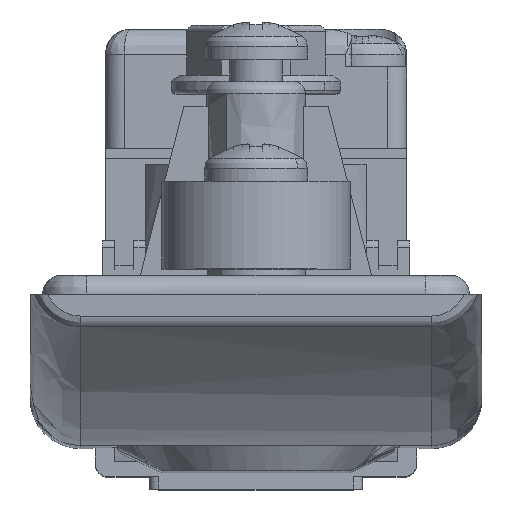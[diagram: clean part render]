
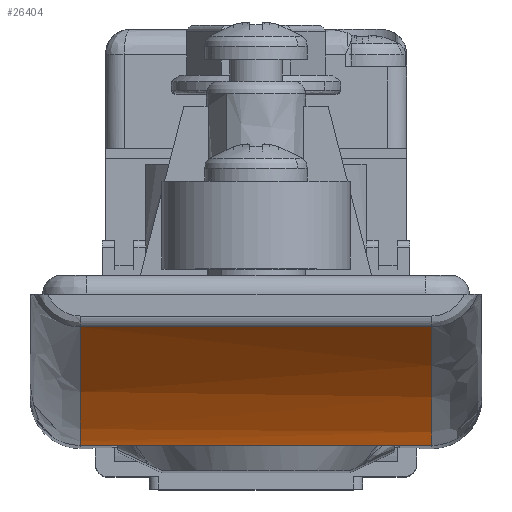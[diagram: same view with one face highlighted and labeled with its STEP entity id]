
A CAD part, top view. The second image highlights one B-rep face of the part: STEP entity #26404.
In plain terms, the highlighted free-form (B-spline) face has degree [1, 2] with [2, 3] control points.
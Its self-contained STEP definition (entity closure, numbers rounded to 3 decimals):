
#25482=CARTESIAN_POINT('',(14.,-2.622,47.5));
#25483=VERTEX_POINT('',#25482);
#25593=CARTESIAN_POINT('',(-14.,-2.622,47.5));
#25594=VERTEX_POINT('',#25593);
#25608=CARTESIAN_POINT('',(14.,-2.622,47.5));
#25609=CARTESIAN_POINT('',(-14.,-2.622,47.5));
#25610=QUASI_UNIFORM_CURVE('',1,(#25608,#25609),.UNSPECIFIED.,.F.,.U.);
#25611=EDGE_CURVE('',#25483,#25594,#25610,.T.);
#25953=CARTESIAN_POINT('',(14.,-12.,12.5));
#25954=VERTEX_POINT('',#25953);
#26011=CARTESIAN_POINT('',(14.,-12.,12.5));
#26012=CARTESIAN_POINT('',(14.,-12.,31.256));
#26013=CARTESIAN_POINT('',(14.,-2.622,47.5));
#26021=(BOUNDED_CURVE()B_SPLINE_CURVE(2,(#26011,#26012,#26013),.UNSPECIFIED.,.F.,.U.)CURVE()GEOMETRIC_REPRESENTATION_ITEM()QUASI_UNIFORM_CURVE()RATIONAL_B_SPLINE_CURVE((1.0,0.966,1.0))REPRESENTATION_ITEM(''));
#26022=EDGE_CURVE('',#25954,#25483,#26021,.T.);
#26137=CARTESIAN_POINT('',(-14.,-12.,12.5));
#26138=VERTEX_POINT('',#26137);
#26185=CARTESIAN_POINT('',(-14.,-2.622,47.5));
#26186=CARTESIAN_POINT('',(-14.,-12.,31.256));
#26187=CARTESIAN_POINT('',(-14.,-12.,12.5));
#26195=(BOUNDED_CURVE()B_SPLINE_CURVE(2,(#26185,#26186,#26187),.UNSPECIFIED.,.F.,.U.)CURVE()GEOMETRIC_REPRESENTATION_ITEM()QUASI_UNIFORM_CURVE()RATIONAL_B_SPLINE_CURVE((1.0,0.966,1.0))REPRESENTATION_ITEM(''));
#26196=EDGE_CURVE('',#25594,#26138,#26195,.T.);
#26380=CARTESIAN_POINT('',(-14.7,-11.977,10.698));
#26381=CARTESIAN_POINT('',(14.718,-11.977,10.698));
#26382=CARTESIAN_POINT('',(-14.7,-12.51,31.398));
#26383=CARTESIAN_POINT('',(14.718,-12.51,31.398));
#26384=CARTESIAN_POINT('',(-14.7,-1.696,49.057));
#26385=CARTESIAN_POINT('',(14.718,-1.696,49.057));
#26393=(BOUNDED_SURFACE()B_SPLINE_SURFACE(1,2,((#26380,#26382,#26384),(#26381,#26383,#26385)),.UNSPECIFIED.,.F.,.F.,.U.)B_SPLINE_SURFACE_WITH_KNOTS((2,2),(3,3),(0.0,29.418),(0.0,40.545),.UNSPECIFIED.)GEOMETRIC_REPRESENTATION_ITEM()RATIONAL_B_SPLINE_SURFACE(((1.,0.956,0.995),(1.,0.956,0.995)))REPRESENTATION_ITEM('')SURFACE());
#26394=ORIENTED_EDGE('',*,*,#26022,.T.);
#26395=ORIENTED_EDGE('',*,*,#25611,.T.);
#26396=ORIENTED_EDGE('',*,*,#26196,.T.);
#26397=CARTESIAN_POINT('',(-14.,-12.,12.5));
#26398=CARTESIAN_POINT('',(14.,-12.,12.5));
#26399=QUASI_UNIFORM_CURVE('',1,(#26397,#26398),.UNSPECIFIED.,.F.,.U.);
#26400=EDGE_CURVE('',#26138,#25954,#26399,.T.);
#26401=ORIENTED_EDGE('',*,*,#26400,.T.);
#26402=EDGE_LOOP('',(#26394,#26395,#26396,#26401));
#26403=FACE_OUTER_BOUND('',#26402,.T.);
#26404=ADVANCED_FACE('',(#26403),#26393,.T.);
